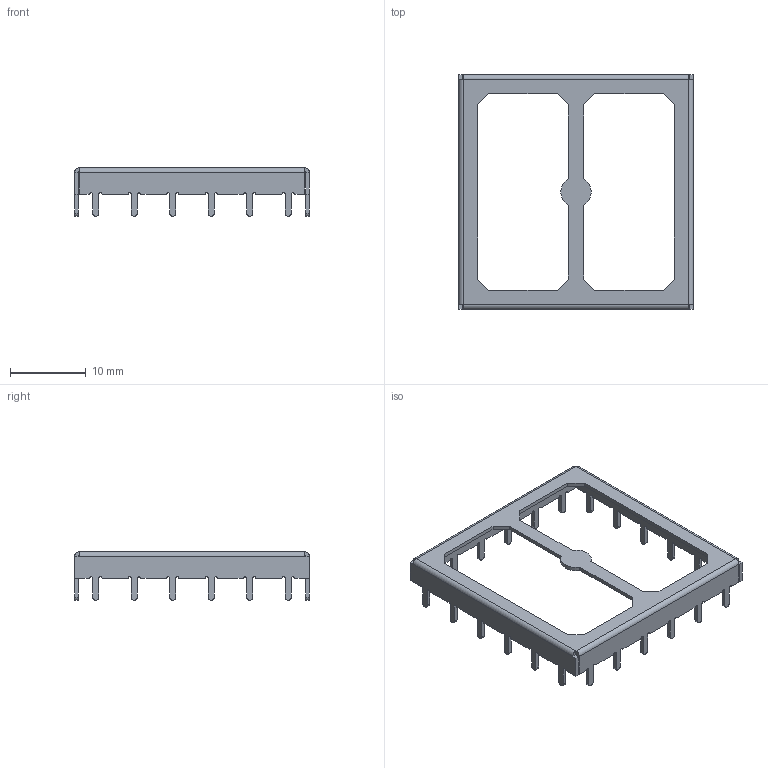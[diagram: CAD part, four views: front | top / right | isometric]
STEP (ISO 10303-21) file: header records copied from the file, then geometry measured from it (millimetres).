
FILE_DESCRIPTION(/* description */ ('Unknown'),/* implementation_level */ '2;1');
FILE_NAME(/* name */ 'H_Wurth_WE-SHC-THT-FRAME_36503305',/* time_stamp */ '2025-07-03T17:33:04+08:00',/* author */ ('Unknown'),/* organization */ ('Unknown'),/* preprocessor_version */ 'ST-DEVELOPER v19.4',/* originating_system */ 'Solid Edge',/* authorisation */ 'Unknown');
FILE_SCHEMA (('AUTOMOTIVE_DESIGN {1 0 10303 214 3 1 1}'));
Length unit declared in the file: millimetre
Products named in the file (2): H_Wurth_WE-SHC-THT-FRAME_36503305
Assembly tree (1 placements, depth 2):
  H_Wurth_WE-SHC-THT-FRAME_36503305
    H_Wurth_WE-SHC-THT-FRAME_36503305
Bounding box: 31 x 31 x 6.4 mm (x, y, z)
Volume: 373.5 mm3; surface area: 1713.5 mm2
Topology: 1 solids, 1 shells, 250 faces, 720 edges, 472 vertices
Faces by surface type: cylinder 130, plane 120
Entity records: 8309 total; most frequent: DIRECTION 1484, CARTESIAN_POINT 1444, ORIENTED_EDGE 1440, EDGE_CURVE 720, AXIS2_PLACEMENT_3D 512, VERTEX_POINT 472, LINE 460, VECTOR 460
